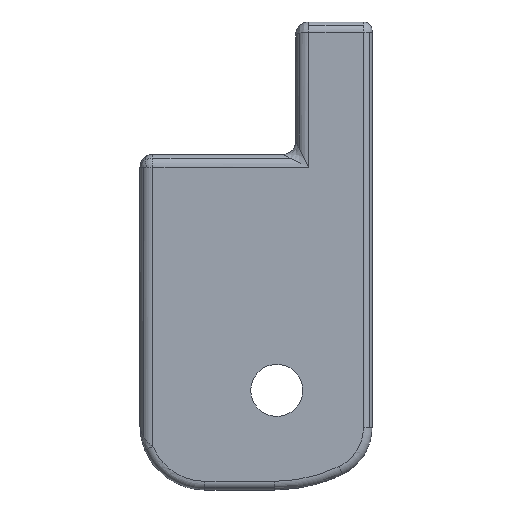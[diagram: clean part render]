
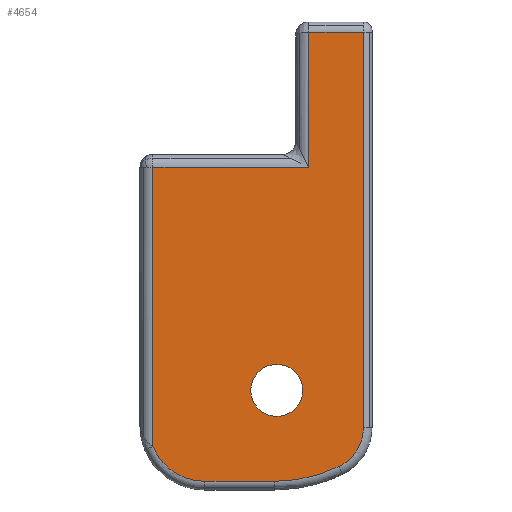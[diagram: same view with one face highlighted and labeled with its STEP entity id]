
A CAD part, left-side view. The second image highlights one B-rep face of the part: STEP entity #4654.
In plain terms, the highlighted planar face has unit normal (-1, 0, 0).
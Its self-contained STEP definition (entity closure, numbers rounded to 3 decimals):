
#78 = VERTEX_POINT ( 'NONE', #5195 ) ;
#111 = PLANE ( 'NONE',  #656 ) ;
#211 = EDGE_CURVE ( 'NONE', #368, #825, #1791, .T. ) ;
#233 = DIRECTION ( 'NONE',  ( 0., 0., 1. ) ) ;
#241 = DIRECTION ( 'NONE',  ( 0., -1., 0. ) ) ;
#250 = EDGE_CURVE ( 'NONE', #78, #7514, #6586, .T. ) ;
#368 = VERTEX_POINT ( 'NONE', #3204 ) ;
#384 = VERTEX_POINT ( 'NONE', #6575 ) ;
#483 = DIRECTION ( 'NONE',  ( 0., 0., -1. ) ) ;
#656 = AXIS2_PLACEMENT_3D ( 'NONE', #7055, #5105, #4496 ) ;
#732 = LINE ( 'NONE', #810, #6362 ) ;
#733 = ORIENTED_EDGE ( 'NONE', *, *, #250, .T. ) ;
#749 = AXIS2_PLACEMENT_3D ( 'NONE', #1660, #7965, #4203 ) ;
#810 = CARTESIAN_POINT ( 'NONE',  ( -14.336, 3.814, 0.5 ) ) ;
#825 = VERTEX_POINT ( 'NONE', #7476 ) ;
#878 = DIRECTION ( 'NONE',  ( 0., 0., 1. ) ) ;
#1025 = VECTOR ( 'NONE', #2194, 1000. ) ;
#1140 = EDGE_CURVE ( 'NONE', #7514, #2783, #6637, .T. ) ;
#1344 = VERTEX_POINT ( 'NONE', #3846 ) ;
#1471 = VECTOR ( 'NONE', #483, 1000. ) ;
#1475 = LINE ( 'NONE', #3985, #2218 ) ;
#1523 = EDGE_CURVE ( 'NONE', #3940, #5677, #2195, .T. ) ;
#1525 = ORIENTED_EDGE ( 'NONE', *, *, #1140, .T. ) ;
#1660 = CARTESIAN_POINT ( 'NONE',  ( -14.336, 8.463, 3. ) ) ;
#1669 = VECTOR ( 'NONE', #7921, 1000. ) ;
#1702 = ORIENTED_EDGE ( 'NONE', *, *, #1523, .F. ) ;
#1732 = CARTESIAN_POINT ( 'NONE',  ( -14.336, 8.32, 9.651 ) ) ;
#1791 = CIRCLE ( 'NONE', #749, 2.5 ) ;
#1869 = CIRCLE ( 'NONE', #5399, 1.5 ) ;
#1873 = CARTESIAN_POINT ( 'NONE',  ( -14.336, 11.57, 9.613 ) ) ;
#2085 = CIRCLE ( 'NONE', #4183, 8.5 ) ;
#2194 = DIRECTION ( 'NONE',  ( 0., 0., 1. ) ) ;
#2195 = CIRCLE ( 'NONE', #6840, 1.5 ) ;
#2218 = VECTOR ( 'NONE', #6523, 1000. ) ;
#2699 = DIRECTION ( 'NONE',  ( -1., 0., 0. ) ) ;
#2783 = VERTEX_POINT ( 'NONE', #3786 ) ;
#2804 = CARTESIAN_POINT ( 'NONE',  ( -14.336, 11.57, 9.651 ) ) ;
#3195 = EDGE_CURVE ( 'NONE', #2783, #3440, #1475, .T. ) ;
#3204 = CARTESIAN_POINT ( 'NONE',  ( -14.336, 8.463, 0.5 ) ) ;
#3350 = DIRECTION ( 'NONE',  ( -1., 0., 0. ) ) ;
#3440 = VERTEX_POINT ( 'NONE', #7484 ) ;
#3543 = AXIS2_PLACEMENT_3D ( 'NONE', #1732, #5998, #4839 ) ;
#3786 = CARTESIAN_POINT ( 'NONE',  ( -14.336, -6.55, 12.651 ) ) ;
#3799 = CARTESIAN_POINT ( 'NONE',  ( -14.336, -6.55, 3.651 ) ) ;
#3846 = CARTESIAN_POINT ( 'NONE',  ( -14.336, 11.57, 5.629 ) ) ;
#3940 = VERTEX_POINT ( 'NONE', #6912 ) ;
#3985 = CARTESIAN_POINT ( 'NONE',  ( -14.336, -9.207, 12.651 ) ) ;
#4183 = AXIS2_PLACEMENT_3D ( 'NONE', #7716, #5230, #4663 ) ;
#4203 = DIRECTION ( 'NONE',  ( 0., 0.53, -0.848 ) ) ;
#4321 = ORIENTED_EDGE ( 'NONE', *, *, #4740, .T. ) ;
#4458 = CIRCLE ( 'NONE', #3543, 3.25 ) ;
#4496 = DIRECTION ( 'NONE',  ( 0., 0., -1. ) ) ;
#4575 = FACE_BOUND ( 'NONE', #6706, .T. ) ;
#4622 = EDGE_CURVE ( 'NONE', #1344, #825, #2085, .T. ) ;
#4654 = ADVANCED_FACE ( 'NONE', ( #4575, #5730 ), #111, .F. ) ;
#4663 = DIRECTION ( 'NONE',  ( 0., 0.924, -0.383 ) ) ;
#4667 = CARTESIAN_POINT ( 'NONE',  ( -14.336, 6.32, 5.501 ) ) ;
#4740 = EDGE_CURVE ( 'NONE', #3440, #4930, #4458, .T. ) ;
#4839 = DIRECTION ( 'NONE',  ( 0., 0.894, 0.447 ) ) ;
#4930 = VERTEX_POINT ( 'NONE', #2804 ) ;
#5105 = DIRECTION ( 'NONE',  ( 1., 0., 0. ) ) ;
#5195 = CARTESIAN_POINT ( 'NONE',  ( -14.336, -14.35, 3.651 ) ) ;
#5224 = LINE ( 'NONE', #6541, #7831 ) ;
#5230 = DIRECTION ( 'NONE',  ( -1., 0., 0. ) ) ;
#5399 = AXIS2_PLACEMENT_3D ( 'NONE', #6502, #3350, #233 ) ;
#5677 = VERTEX_POINT ( 'NONE', #6609 ) ;
#5730 = FACE_OUTER_BOUND ( 'NONE', #7950, .T. ) ;
#5811 = ORIENTED_EDGE ( 'NONE', *, *, #6428, .T. ) ;
#5970 = ORIENTED_EDGE ( 'NONE', *, *, #3195, .T. ) ;
#5998 = DIRECTION ( 'NONE',  ( -1., 0., 0. ) ) ;
#6069 = CARTESIAN_POINT ( 'NONE',  ( -14.336, -1.665, 3.651 ) ) ;
#6099 = EDGE_CURVE ( 'NONE', #5677, #3940, #1869, .T. ) ;
#6107 = EDGE_CURVE ( 'NONE', #384, #78, #5224, .T. ) ;
#6219 = ORIENTED_EDGE ( 'NONE', *, *, #4622, .T. ) ;
#6326 = ORIENTED_EDGE ( 'NONE', *, *, #211, .F. ) ;
#6362 = VECTOR ( 'NONE', #241, 1000. ) ;
#6428 = EDGE_CURVE ( 'NONE', #4930, #1344, #7561, .T. ) ;
#6502 = CARTESIAN_POINT ( 'NONE',  ( -14.336, 6.32, 5.501 ) ) ;
#6523 = DIRECTION ( 'NONE',  ( 0., 1., 0. ) ) ;
#6541 = CARTESIAN_POINT ( 'NONE',  ( -14.336, -14.35, 2.864 ) ) ;
#6575 = CARTESIAN_POINT ( 'NONE',  ( -14.336, -14.35, 0.5 ) ) ;
#6586 = LINE ( 'NONE', #6069, #1669 ) ;
#6609 = CARTESIAN_POINT ( 'NONE',  ( -14.336, 6.32, 4.001 ) ) ;
#6637 = LINE ( 'NONE', #7894, #1025 ) ;
#6682 = ORIENTED_EDGE ( 'NONE', *, *, #6099, .F. ) ;
#6699 = ORIENTED_EDGE ( 'NONE', *, *, #7361, .T. ) ;
#6706 = EDGE_LOOP ( 'NONE', ( #1702, #6682 ) ) ;
#6840 = AXIS2_PLACEMENT_3D ( 'NONE', #4667, #2699, #7769 ) ;
#6912 = CARTESIAN_POINT ( 'NONE',  ( -14.336, 6.32, 7.001 ) ) ;
#7055 = CARTESIAN_POINT ( 'NONE',  ( -14.336, -2.115, 5.826 ) ) ;
#7361 = EDGE_CURVE ( 'NONE', #368, #384, #732, .T. ) ;
#7389 = ORIENTED_EDGE ( 'NONE', *, *, #6107, .T. ) ;
#7476 = CARTESIAN_POINT ( 'NONE',  ( -14.336, 10.711, 1.905 ) ) ;
#7484 = CARTESIAN_POINT ( 'NONE',  ( -14.336, 9.57, 12.651 ) ) ;
#7514 = VERTEX_POINT ( 'NONE', #3799 ) ;
#7561 = LINE ( 'NONE', #1873, #1471 ) ;
#7716 = CARTESIAN_POINT ( 'NONE',  ( -14.336, 3.07, 5.629 ) ) ;
#7769 = DIRECTION ( 'NONE',  ( 0., 0., 1. ) ) ;
#7831 = VECTOR ( 'NONE', #878, 1000. ) ;
#7894 = CARTESIAN_POINT ( 'NONE',  ( -14.336, -6.55, 2.863 ) ) ;
#7921 = DIRECTION ( 'NONE',  ( 0., 1., 0. ) ) ;
#7950 = EDGE_LOOP ( 'NONE', ( #6326, #6699, #7389, #733, #1525, #5970, #4321, #5811, #6219 ) ) ;
#7965 = DIRECTION ( 'NONE',  ( 1., 0., 0. ) ) ;
